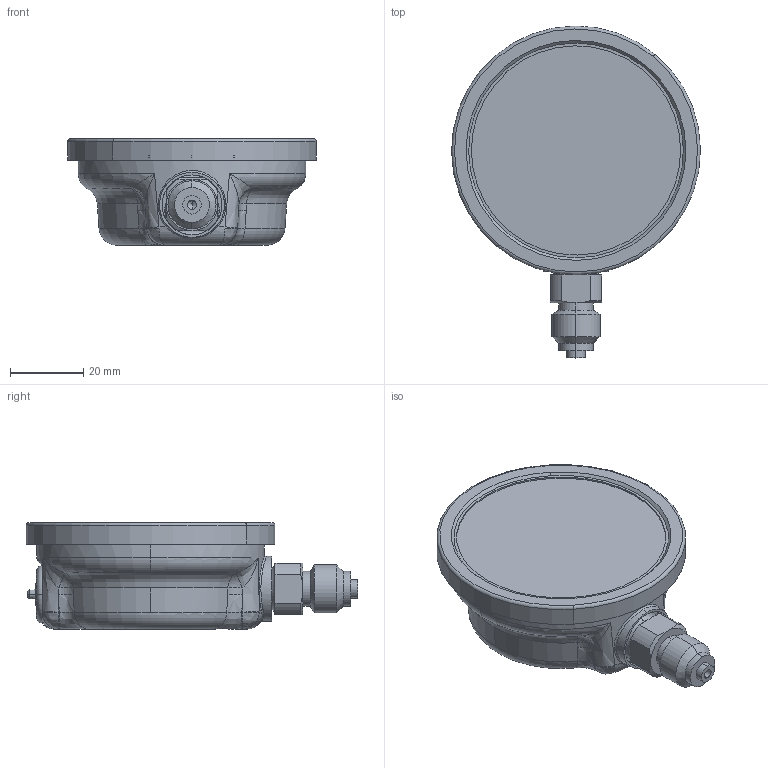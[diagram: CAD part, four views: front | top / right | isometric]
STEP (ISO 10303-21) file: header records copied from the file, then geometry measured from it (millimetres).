
FILE_DESCRIPTION (( 'STEP AP203' ), '1' );
FILE_NAME ('Ø 63 Manometre.STEP', '2018-07-04T05:43:04', ( '' ), ( '' ), 'SwSTEP 2.0', 'SolidWorks 2016', '' );
FILE_SCHEMA (( 'CONFIG_CONTROL_DESIGN' ));
Length unit declared in the file: millimetre
Products named in the file (1): ﾘ 63 Manometre
Bounding box: 67.8 x 90.4 x 29 mm (x, y, z)
Volume: 20022.8 mm3; surface area: 31158.1 mm2
Topology: 5 solids, 5 shells, 397 faces, 934 edges, 545 vertices
Faces by surface type: cylinder 102, bspline 92, plane 83, torus 62, cone 48, sphere 10
Entity records: 15388 total; most frequent: CARTESIAN_POINT 6822, ORIENTED_EDGE 1832, DIRECTION 1736, EDGE_CURVE 916, AXIS2_PLACEMENT_3D 746, VERTEX_POINT 545, CIRCLE 440, EDGE_LOOP 429
